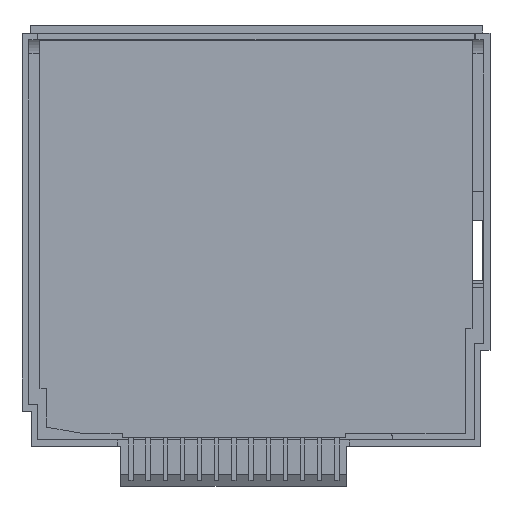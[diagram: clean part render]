
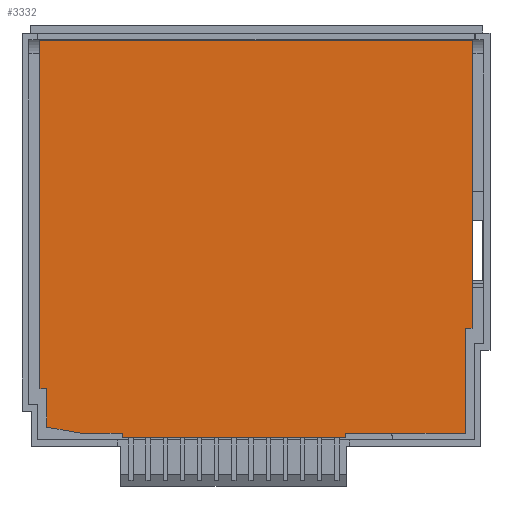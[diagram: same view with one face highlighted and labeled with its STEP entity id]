
A CAD part, front view. The second image highlights one B-rep face of the part: STEP entity #3332.
In plain terms, the highlighted planar face has unit normal (0, -1, 0).
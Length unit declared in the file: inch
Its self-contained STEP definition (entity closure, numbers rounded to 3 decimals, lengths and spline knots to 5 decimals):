
#36 = CARTESIAN_POINT ( 'NONE',  ( 0.52174, 0.11811, -2.3988 ) ) ;
#91 = CARTESIAN_POINT ( 'NONE',  ( 1.21885, 0.11811, -1.78833 ) ) ;
#156 = ORIENTED_EDGE ( 'NONE', *, *, #2976, .F. ) ;
#205 = CARTESIAN_POINT ( 'NONE',  ( 1.25885, 0.11811, -0.08583 ) ) ;
#589 = CARTESIAN_POINT ( 'NONE',  ( -1.25865, 0.11811, -1.78833 ) ) ;
#597 = DIRECTION ( 'NONE',  ( 0., 0., -1. ) ) ;
#660 = LINE ( 'NONE', #7803, #6287 ) ;
#726 = VERTEX_POINT ( 'NONE', #7259 ) ;
#791 = VERTEX_POINT ( 'NONE', #7611 ) ;
#1100 = VERTEX_POINT ( 'NONE', #6813 ) ;
#1184 = EDGE_CURVE ( 'NONE', #5056, #4335, #660, .T. ) ;
#1314 = LINE ( 'NONE', #4041, #10296 ) ;
#1400 = VECTOR ( 'NONE', #5800, 39.37008 ) ;
#1425 = CARTESIAN_POINT ( 'NONE',  ( -1.21865, 0.11811, -1.78833 ) ) ;
#1824 = CARTESIAN_POINT ( 'NONE',  ( 1.24885, 0.11811, -1.75833 ) ) ;
#1987 = VECTOR ( 'NONE', #13950, 39.37008 ) ;
#2039 = ORIENTED_EDGE ( 'NONE', *, *, #8974, .F. ) ;
#2105 = EDGE_LOOP ( 'NONE', ( #156, #2039, #12063, #12983, #10842, #10779, #11482, #12786, #9623, #4552, #5653, #6417, #14537 ) ) ;
#2492 = DIRECTION ( 'NONE',  ( 0., 1., 0. ) ) ;
#2562 = CARTESIAN_POINT ( 'NONE',  ( 0.52174, 0.11811, -1.78833 ) ) ;
#2708 = LINE ( 'NONE', #589, #14558 ) ;
#2756 = CARTESIAN_POINT ( 'NONE',  ( 0.52174, 0.11811, -2.3988 ) ) ;
#2976 = EDGE_CURVE ( 'NONE', #791, #12546, #10484, .T. ) ;
#3248 = LINE ( 'NONE', #6363, #11858 ) ;
#3332 = ADVANCED_FACE ( 'NONE', ( #11506 ), #11576, .F. ) ;
#3383 = VECTOR ( 'NONE', #6812, 39.37008 ) ;
#3643 = VECTOR ( 'NONE', #6994, 39.37008 ) ;
#3903 = CARTESIAN_POINT ( 'NONE',  ( -1.25865, 0.11811, -2.11083 ) ) ;
#4041 = CARTESIAN_POINT ( 'NONE',  ( 1.25885, 0.11811, -1.78833 ) ) ;
#4078 = CARTESIAN_POINT ( 'NONE',  ( -1.21865, 0.11811, -2.33583 ) ) ;
#4107 = DIRECTION ( 'NONE',  ( 0., 0., 1. ) ) ;
#4125 = DIRECTION ( 'NONE',  ( -1., 0., 0. ) ) ;
#4264 = CARTESIAN_POINT ( 'NONE',  ( -0.77904, 0.11811, -2.37083 ) ) ;
#4285 = EDGE_CURVE ( 'NONE', #12040, #9719, #7607, .T. ) ;
#4335 = VERTEX_POINT ( 'NONE', #4078 ) ;
#4514 = VERTEX_POINT ( 'NONE', #4264 ) ;
#4552 = ORIENTED_EDGE ( 'NONE', *, *, #6807, .F. ) ;
#4858 = VERTEX_POINT ( 'NONE', #2756 ) ;
#5056 = VERTEX_POINT ( 'NONE', #14559 ) ;
#5178 = VERTEX_POINT ( 'NONE', #205 ) ;
#5406 = EDGE_CURVE ( 'NONE', #5178, #12040, #1314, .T. ) ;
#5576 = AXIS2_PLACEMENT_3D ( 'NONE', #12620, #2492, #13732 ) ;
#5653 = ORIENTED_EDGE ( 'NONE', *, *, #13662, .F. ) ;
#5800 = DIRECTION ( 'NONE',  ( 0., 0., -1. ) ) ;
#6077 = LINE ( 'NONE', #36, #11003 ) ;
#6090 = DIRECTION ( 'NONE',  ( -1., 0., 0. ) ) ;
#6229 = CARTESIAN_POINT ( 'NONE',  ( 1.24885, 0.11811, -0.08583 ) ) ;
#6259 = LINE ( 'NONE', #2562, #3643 ) ;
#6287 = VECTOR ( 'NONE', #7748, 39.37008 ) ;
#6363 = CARTESIAN_POINT ( 'NONE',  ( -0.77904, 0.11811, -1.78833 ) ) ;
#6417 = ORIENTED_EDGE ( 'NONE', *, *, #9527, .F. ) ;
#6705 = LINE ( 'NONE', #1425, #3383 ) ;
#6735 = EDGE_CURVE ( 'NONE', #1100, #5178, #11630, .T. ) ;
#6807 = EDGE_CURVE ( 'NONE', #4514, #5056, #12697, .T. ) ;
#6812 = DIRECTION ( 'NONE',  ( 0., 0., 1. ) ) ;
#6813 = CARTESIAN_POINT ( 'NONE',  ( -1.25865, 0.11811, -0.08583 ) ) ;
#6994 = DIRECTION ( 'NONE',  ( 0., 0., -1. ) ) ;
#7245 = LINE ( 'NONE', #8352, #1987 ) ;
#7251 = DIRECTION ( 'NONE',  ( 1., 0., 0. ) ) ;
#7259 = CARTESIAN_POINT ( 'NONE',  ( -1.21865, 0.11811, -2.11083 ) ) ;
#7346 = LINE ( 'NONE', #91, #1400 ) ;
#7432 = CARTESIAN_POINT ( 'NONE',  ( 1.25885, 0.11811, -1.75833 ) ) ;
#7460 = VECTOR ( 'NONE', #9710, 39.37008 ) ;
#7607 = LINE ( 'NONE', #1824, #14378 ) ;
#7611 = CARTESIAN_POINT ( 'NONE',  ( 1.21885, 0.11811, -2.37083 ) ) ;
#7748 = DIRECTION ( 'NONE',  ( -0.984, 0., 0.177 ) ) ;
#7803 = CARTESIAN_POINT ( 'NONE',  ( -1.02365, 0.11811, -2.37083 ) ) ;
#7862 = EDGE_CURVE ( 'NONE', #12546, #4858, #6259, .T. ) ;
#8352 = CARTESIAN_POINT ( 'NONE',  ( 1.24885, 0.11811, -2.11083 ) ) ;
#8657 = VERTEX_POINT ( 'NONE', #3903 ) ;
#8974 = EDGE_CURVE ( 'NONE', #9719, #791, #7346, .T. ) ;
#9195 = VERTEX_POINT ( 'NONE', #14019 ) ;
#9527 = EDGE_CURVE ( 'NONE', #4858, #9195, #6077, .T. ) ;
#9623 = ORIENTED_EDGE ( 'NONE', *, *, #1184, .F. ) ;
#9682 = VECTOR ( 'NONE', #6090, 39.37008 ) ;
#9710 = DIRECTION ( 'NONE',  ( -1., 0., 0. ) ) ;
#9719 = VERTEX_POINT ( 'NONE', #13914 ) ;
#10296 = VECTOR ( 'NONE', #597, 39.37008 ) ;
#10484 = LINE ( 'NONE', #12988, #7460 ) ;
#10779 = ORIENTED_EDGE ( 'NONE', *, *, #10804, .F. ) ;
#10804 = EDGE_CURVE ( 'NONE', #8657, #1100, #2708, .T. ) ;
#10842 = ORIENTED_EDGE ( 'NONE', *, *, #6735, .F. ) ;
#11003 = VECTOR ( 'NONE', #12597, 39.37008 ) ;
#11180 = EDGE_CURVE ( 'NONE', #4335, #726, #6705, .T. ) ;
#11482 = ORIENTED_EDGE ( 'NONE', *, *, #13674, .F. ) ;
#11506 = FACE_OUTER_BOUND ( 'NONE', #2105, .T. ) ;
#11576 = PLANE ( 'NONE',  #5576 ) ;
#11630 = LINE ( 'NONE', #6229, #13788 ) ;
#11711 = CARTESIAN_POINT ( 'NONE',  ( 1.24885, 0.11811, -2.37083 ) ) ;
#11762 = DIRECTION ( 'NONE',  ( 0., 0., 1. ) ) ;
#11858 = VECTOR ( 'NONE', #4107, 39.37008 ) ;
#12040 = VERTEX_POINT ( 'NONE', #7432 ) ;
#12063 = ORIENTED_EDGE ( 'NONE', *, *, #4285, .F. ) ;
#12546 = VERTEX_POINT ( 'NONE', #13021 ) ;
#12597 = DIRECTION ( 'NONE',  ( -1., 0., 0. ) ) ;
#12620 = CARTESIAN_POINT ( 'NONE',  ( 1.24885, 0.11811, -1.78833 ) ) ;
#12697 = LINE ( 'NONE', #11711, #9682 ) ;
#12786 = ORIENTED_EDGE ( 'NONE', *, *, #11180, .F. ) ;
#12983 = ORIENTED_EDGE ( 'NONE', *, *, #5406, .F. ) ;
#12988 = CARTESIAN_POINT ( 'NONE',  ( 1.24885, 0.11811, -2.37083 ) ) ;
#13021 = CARTESIAN_POINT ( 'NONE',  ( 0.52174, 0.11811, -2.37083 ) ) ;
#13662 = EDGE_CURVE ( 'NONE', #9195, #4514, #3248, .T. ) ;
#13674 = EDGE_CURVE ( 'NONE', #726, #8657, #7245, .T. ) ;
#13732 = DIRECTION ( 'NONE',  ( -1., 0., 0. ) ) ;
#13788 = VECTOR ( 'NONE', #7251, 39.37008 ) ;
#13914 = CARTESIAN_POINT ( 'NONE',  ( 1.21885, 0.11811, -1.75833 ) ) ;
#13950 = DIRECTION ( 'NONE',  ( -1., 0., 0. ) ) ;
#14019 = CARTESIAN_POINT ( 'NONE',  ( -0.77904, 0.11811, -2.3988 ) ) ;
#14378 = VECTOR ( 'NONE', #4125, 39.37008 ) ;
#14537 = ORIENTED_EDGE ( 'NONE', *, *, #7862, .F. ) ;
#14558 = VECTOR ( 'NONE', #11762, 39.37008 ) ;
#14559 = CARTESIAN_POINT ( 'NONE',  ( -1.02365, 0.11811, -2.37083 ) ) ;
